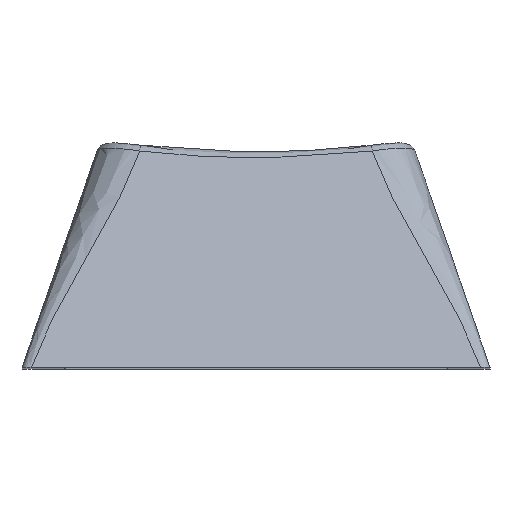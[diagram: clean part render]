
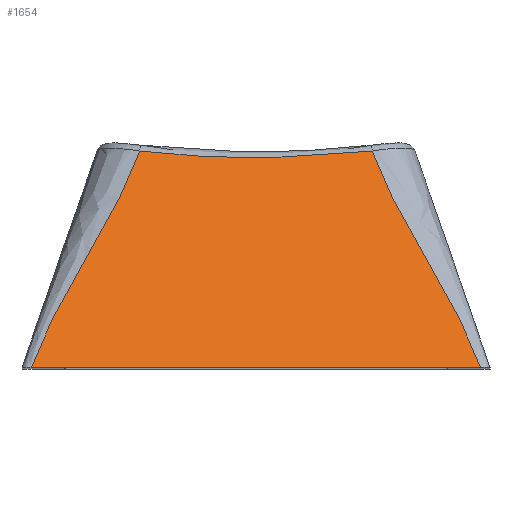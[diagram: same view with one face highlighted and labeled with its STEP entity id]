
A CAD part, top view. The second image highlights one B-rep face of the part: STEP entity #1654.
In plain terms, the highlighted planar face has unit normal (0, 0.424, 0.906).
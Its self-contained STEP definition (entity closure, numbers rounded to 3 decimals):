
#1477=VERTEX_POINT('',#1478);
#1478=CARTESIAN_POINT('',(17.635,0.0,0.0));
#1490=EDGE_CURVE('',#1477,#1491,#1493,.F.);
#1491=VERTEX_POINT('',#1492);
#1492=CARTESIAN_POINT('',(0.365,0.0,0.0));
#1493=LINE('',#1494,#1495);
#1494=CARTESIAN_POINT('',(0.0,0.0,0.0));
#1495=VECTOR('',#1496,1.0);
#1496=DIRECTION('',(1.0,0.0,0.0));
#1654=ADVANCED_FACE('',(#1655),#1713,.T.);
#1655=FACE_BOUND('',#1656,.T.);
#1656=EDGE_LOOP('',(#1657,#1681,#1690,#1712));
#1657=ORIENTED_EDGE('',*,*,#1658,.T.);
#1658=EDGE_CURVE('',#1477,#1659,#1661,.T.);
#1659=VERTEX_POINT('',#1660);
#1660=CARTESIAN_POINT('',(13.474,8.329,-3.898));
#1661=B_SPLINE_CURVE_WITH_KNOTS('',2,(#1662,#1663,#1664,#1665,#1666,#1667,#1668,#1669,#1670,#1671,#1672,#1673,#1674,#1675,#1676,#1677,#1678,#1679,#1680),.UNSPECIFIED.,.F.,.U.,(3,2,2,2,2,2,2,2,2,3),(0.0,0.125,0.25,0.375,0.5,0.625,0.75,0.875,0.938,1.0),.UNSPECIFIED.);
#1662=CARTESIAN_POINT('',(17.635,0.,0.));
#1663=CARTESIAN_POINT('',(17.451,0.525,-0.246));
#1664=CARTESIAN_POINT('',(17.194,1.097,-0.513));
#1665=CARTESIAN_POINT('',(16.968,1.602,-0.75));
#1666=CARTESIAN_POINT('',(16.671,2.171,-1.016));
#1667=CARTESIAN_POINT('',(16.426,2.641,-1.236));
#1668=CARTESIAN_POINT('',(16.094,3.23,-1.512));
#1669=CARTESIAN_POINT('',(15.914,3.549,-1.661));
#1670=CARTESIAN_POINT('',(15.49,4.281,-2.004));
#1671=CARTESIAN_POINT('',(15.098,4.959,-2.321));
#1672=CARTESIAN_POINT('',(14.889,5.333,-2.496));
#1673=CARTESIAN_POINT('',(14.562,5.917,-2.769));
#1674=CARTESIAN_POINT('',(14.319,6.394,-2.993));
#1675=CARTESIAN_POINT('',(14.028,6.963,-3.259));
#1676=CARTESIAN_POINT('',(13.809,7.472,-3.497));
#1677=CARTESIAN_POINT('',(13.689,7.751,-3.628));
#1678=CARTESIAN_POINT('',(13.587,8.02,-3.754));
#1679=CARTESIAN_POINT('',(13.516,8.207,-3.841));
#1680=CARTESIAN_POINT('',(13.388,8.575,-4.013));
#1681=ORIENTED_EDGE('',*,*,#1682,.T.);
#1682=EDGE_CURVE('',#1659,#1683,#1685,.T.);
#1683=VERTEX_POINT('',#1684);
#1684=CARTESIAN_POINT('',(4.526,8.329,-3.898));
#1685=ELLIPSE('',#1686,39.058,36.65);
#1686=AXIS2_PLACEMENT_3D('',#1687,#1688,#1689);
#1687=CARTESIAN_POINT('',(9.0,43.44,-20.332));
#1688=DIRECTION('',(0.0,-0.424,-0.906));
#1689=DIRECTION('',(0.0,-0.906,0.424));
#1690=ORIENTED_EDGE('',*,*,#1691,.T.);
#1691=EDGE_CURVE('',#1683,#1491,#1692,.T.);
#1692=B_SPLINE_CURVE_WITH_KNOTS('',2,(#1693,#1694,#1695,#1696,#1697,#1698,#1699,#1700,#1701,#1702,#1703,#1704,#1705,#1706,#1707,#1708,#1709,#1710,#1711),.UNSPECIFIED.,.F.,.U.,(3,2,2,2,2,2,2,2,2,3),(0.0,0.063,0.125,0.25,0.375,0.5,0.625,0.75,0.875,1.0),.UNSPECIFIED.);
#1693=CARTESIAN_POINT('',(4.612,8.575,-4.013));
#1694=CARTESIAN_POINT('',(4.485,8.207,-3.841));
#1695=CARTESIAN_POINT('',(4.413,8.02,-3.754));
#1696=CARTESIAN_POINT('',(4.311,7.752,-3.628));
#1697=CARTESIAN_POINT('',(4.191,7.472,-3.497));
#1698=CARTESIAN_POINT('',(3.972,6.964,-3.259));
#1699=CARTESIAN_POINT('',(3.681,6.394,-2.993));
#1700=CARTESIAN_POINT('',(3.438,5.917,-2.77));
#1701=CARTESIAN_POINT('',(3.111,5.333,-2.496));
#1702=CARTESIAN_POINT('',(2.902,4.96,-2.321));
#1703=CARTESIAN_POINT('',(2.51,4.281,-2.004));
#1704=CARTESIAN_POINT('',(2.087,3.549,-1.661));
#1705=CARTESIAN_POINT('',(1.906,3.23,-1.512));
#1706=CARTESIAN_POINT('',(1.574,2.642,-1.236));
#1707=CARTESIAN_POINT('',(1.329,2.171,-1.016));
#1708=CARTESIAN_POINT('',(1.033,1.603,-0.75));
#1709=CARTESIAN_POINT('',(0.806,1.097,-0.513));
#1710=CARTESIAN_POINT('',(0.549,0.525,-0.246));
#1711=CARTESIAN_POINT('',(0.365,0.,0.));
#1712=ORIENTED_EDGE('',*,*,#1490,.F.);
#1713=PLANE('',#1714);
#1714=AXIS2_PLACEMENT_3D('',#1715,#1716,#1717);
#1715=CARTESIAN_POINT('',(0.,0.,0.));
#1716=DIRECTION('',(0.0,0.424,0.906));
#1717=DIRECTION('',(0.0,-0.906,0.424));
